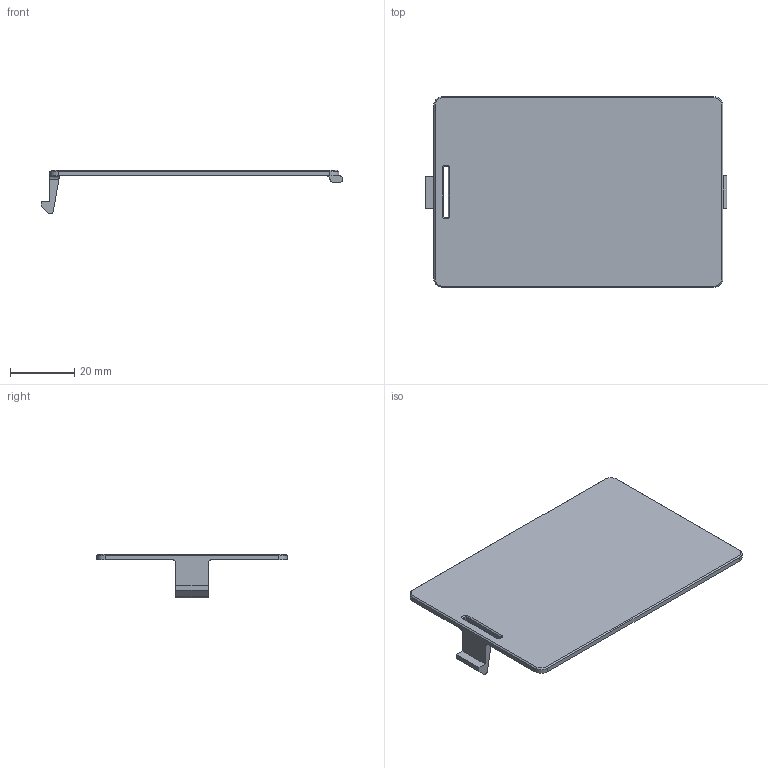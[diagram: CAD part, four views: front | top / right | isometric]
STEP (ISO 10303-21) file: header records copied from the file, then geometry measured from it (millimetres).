
FILE_DESCRIPTION(('FreeCAD Model'),'2;1');
FILE_NAME('Open CASCADE Shape Model','2024-05-23T15:25:01',(''),(''), 'Open CASCADE STEP processor 7.6','FreeCAD','Unknown');
FILE_SCHEMA(('AUTOMOTIVE_DESIGN { 1 0 10303 214 1 1 1 1 }'));
Length unit declared in the file: millimetre
Products named in the file (1): top
Bounding box: 94.1 x 59.6 x 13.65 mm (x, y, z)
Volume: 9978.9 mm3; surface area: 11582.3 mm2
Topology: 1 solids, 1 shells, 50 faces, 127 edges, 78 vertices
Faces by surface type: plane 28, cylinder 14, cone 8
Entity records: 3250 total; most frequent: CARTESIAN_POINT 642, DIRECTION 503, LINE 315, VECTOR 315, ORIENTED_EDGE 254, PCURVE 254, DEFINITIONAL_REPRESENTATION 254, EDGE_CURVE 127
